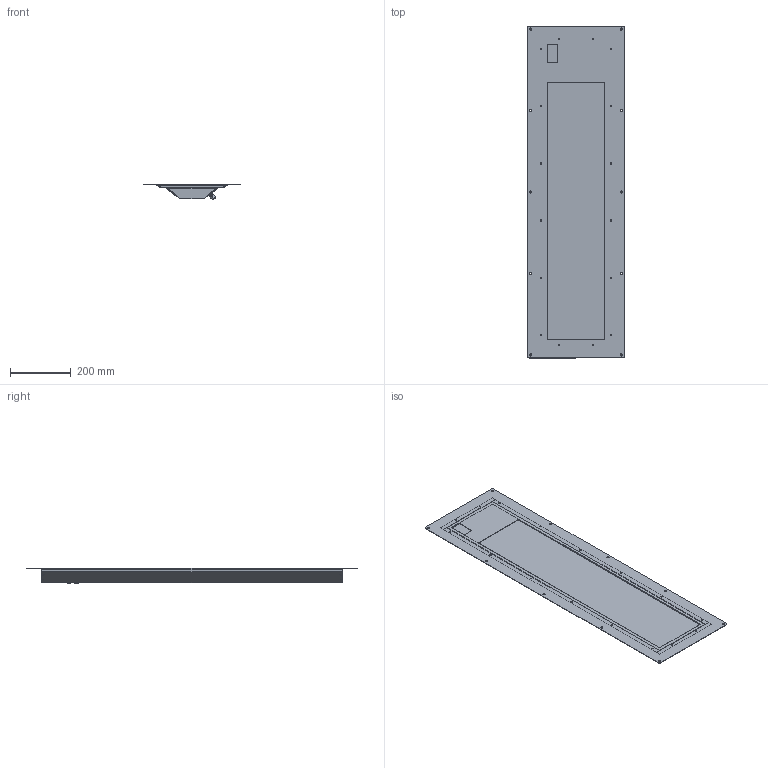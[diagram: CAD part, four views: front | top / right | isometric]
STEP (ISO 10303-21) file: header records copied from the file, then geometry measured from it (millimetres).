
FILE_DESCRIPTION (( 'STEP AP203' ), '1' );
FILE_NAME ('46001_LED_Leuchte_WEL_Index_B.STEP', '2023-05-15T12:38:25', ( '' ), ( '' ), 'SwSTEP 2.0', 'SolidWorks 2019', '' );
FILE_SCHEMA (( 'CONFIG_CONTROL_DESIGN' ));
Products named in the file (1): 46001_LED_Leuchte_WEL_Index_B
Bounding box: 318.7 x 1097 x 52.39 mm (x, y, z)
Surface area: 1726080.2 mm2 (no closed solid volume)
Topology: 0 solids, 16 shells, 3100 faces, 8202 edges, 5308 vertices
Faces by surface type: plane 1923, cylinder 772, bspline 257, cone 120, torus 20, sphere 8
Entity records: 111598 total; most frequent: CARTESIAN_POINT 36602, ORIENTED_EDGE 16304, DIRECTION 14193, EDGE_CURVE 8190, VECTOR 5527, LINE 5527, VERTEX_POINT 5308, AXIS2_PLACEMENT_3D 4333
